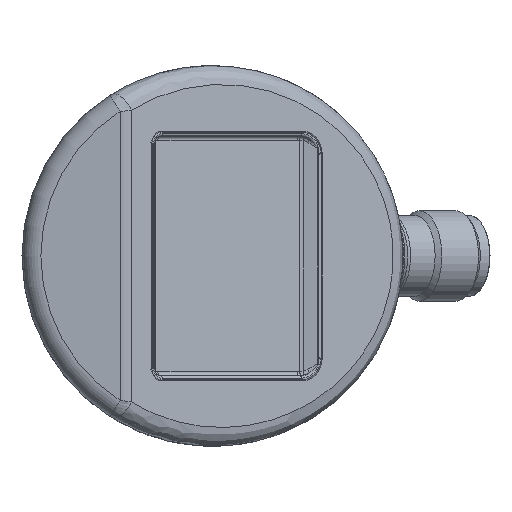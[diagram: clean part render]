
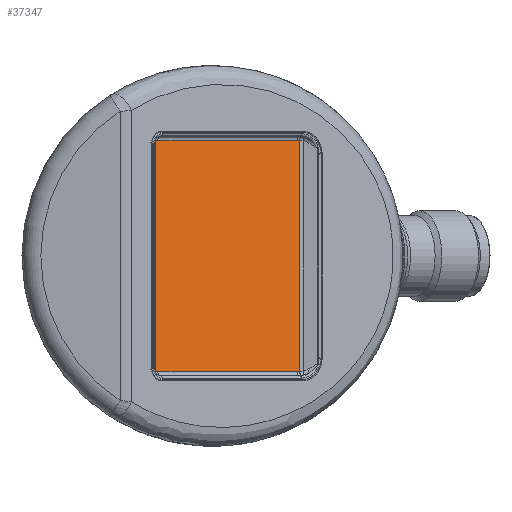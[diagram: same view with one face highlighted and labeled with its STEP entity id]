
A CAD part, front view. The second image highlights one B-rep face of the part: STEP entity #37347.
In plain terms, the highlighted planar face has unit normal (0.5, -0.866, 0).
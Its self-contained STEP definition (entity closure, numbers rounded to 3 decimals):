
#2807=LINE('',#67741,#5042);
#2808=LINE('',#67745,#5043);
#2809=LINE('',#67749,#5044);
#2810=LINE('',#67753,#5045);
#5042=VECTOR('',#58898,1000.);
#5043=VECTOR('',#58901,1000.);
#5044=VECTOR('',#58904,1000.);
#5045=VECTOR('',#58907,1000.);
#8610=ORIENTED_EDGE('',*,*,#20084,.T.);
#8611=ORIENTED_EDGE('',*,*,#20085,.T.);
#8612=ORIENTED_EDGE('',*,*,#20086,.T.);
#8613=ORIENTED_EDGE('',*,*,#20087,.T.);
#8614=ORIENTED_EDGE('',*,*,#20088,.T.);
#8615=ORIENTED_EDGE('',*,*,#20089,.T.);
#8616=ORIENTED_EDGE('',*,*,#20090,.T.);
#8617=ORIENTED_EDGE('',*,*,#20091,.T.);
#20084=EDGE_CURVE('',#25844,#25845,#29628,.F.);
#20085=EDGE_CURVE('',#25845,#25846,#2807,.T.);
#20086=EDGE_CURVE('',#25846,#25847,#29629,.F.);
#20087=EDGE_CURVE('',#25847,#25848,#2808,.T.);
#20088=EDGE_CURVE('',#25848,#25849,#29630,.F.);
#20089=EDGE_CURVE('',#25849,#25850,#2809,.T.);
#20090=EDGE_CURVE('',#25850,#25851,#29631,.F.);
#20091=EDGE_CURVE('',#25851,#25844,#2810,.T.);
#25844=VERTEX_POINT('',#67739);
#25845=VERTEX_POINT('',#67740);
#25846=VERTEX_POINT('',#67742);
#25847=VERTEX_POINT('',#67744);
#25848=VERTEX_POINT('',#67746);
#25849=VERTEX_POINT('',#67748);
#25850=VERTEX_POINT('',#67750);
#25851=VERTEX_POINT('',#67752);
#29628=CIRCLE('',#55473,1.946);
#29629=CIRCLE('',#55474,1.946);
#29630=CIRCLE('',#55475,0.446);
#29631=CIRCLE('',#55476,0.446);
#30900=EDGE_LOOP('',(#8610,#8611,#8612,#8613,#8614,#8615,#8616,#8617));
#33612=FACE_BOUND('',#30900,.T.);
#36238=PLANE('',#55472);
#37347=ADVANCED_FACE('',(#33612),#36238,.F.);
#55472=AXIS2_PLACEMENT_3D('',#67737,#58894,#58895);
#55473=AXIS2_PLACEMENT_3D('',#67738,#58896,#58897);
#55474=AXIS2_PLACEMENT_3D('',#67743,#58899,#58900);
#55475=AXIS2_PLACEMENT_3D('',#67747,#58902,#58903);
#55476=AXIS2_PLACEMENT_3D('',#67751,#58905,#58906);
#58894=DIRECTION('',(-0.5,0.866,0.));
#58895=DIRECTION('',(0.866,0.5,0.));
#58896=DIRECTION('',(-0.5,0.866,0.));
#58897=DIRECTION('',(0.866,0.5,0.));
#58898=DIRECTION('',(0.,0.,1.));
#58899=DIRECTION('',(-0.5,0.866,0.));
#58900=DIRECTION('',(0.866,0.5,0.));
#58901=DIRECTION('',(-0.866,-0.5,0.));
#58902=DIRECTION('',(-0.5,0.866,0.));
#58903=DIRECTION('',(0.866,0.5,0.));
#58904=DIRECTION('',(0.,0.,-1.));
#58905=DIRECTION('',(-0.5,0.866,0.));
#58906=DIRECTION('',(0.866,0.5,0.));
#58907=DIRECTION('',(0.866,0.5,0.));
#67737=CARTESIAN_POINT('',(11.243,-23.119,13.4));
#67738=CARTESIAN_POINT('',(11.243,-23.119,-13.4));
#67739=CARTESIAN_POINT('',(11.243,-23.119,-15.346));
#67740=CARTESIAN_POINT('',(11.526,-22.955,-15.318));
#67741=CARTESIAN_POINT('',(11.526,-22.955,15.252));
#67742=CARTESIAN_POINT('',(11.526,-22.955,15.318));
#67743=CARTESIAN_POINT('',(11.243,-23.119,13.4));
#67744=CARTESIAN_POINT('',(11.243,-23.119,15.346));
#67745=CARTESIAN_POINT('',(-7.203,-33.769,15.346));
#67746=CARTESIAN_POINT('',(-7.203,-33.769,15.346));
#67747=CARTESIAN_POINT('',(-7.203,-33.769,14.9));
#67748=CARTESIAN_POINT('',(-7.589,-33.991,14.9));
#67749=CARTESIAN_POINT('',(-7.589,-33.991,-14.9));
#67750=CARTESIAN_POINT('',(-7.589,-33.991,-14.9));
#67751=CARTESIAN_POINT('',(-7.203,-33.769,-14.9));
#67752=CARTESIAN_POINT('',(-7.203,-33.769,-15.346));
#67753=CARTESIAN_POINT('',(11.243,-23.119,-15.346));
